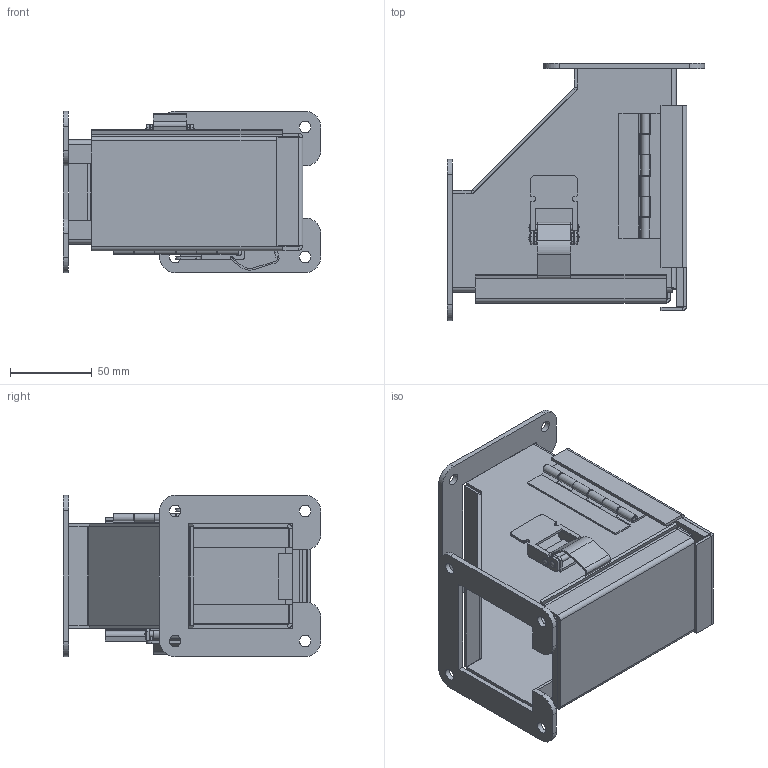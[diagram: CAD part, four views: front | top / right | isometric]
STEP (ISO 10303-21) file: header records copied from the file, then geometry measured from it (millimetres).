
FILE_DESCRIPTION(/* description */ ('LJWLC, TUB,CS, 2.5X2.5'),/* implementation_level */ '2;1');
FILE_NAME(/* name */ 'LJWL902C.stp',/* time_stamp */ '2017-03-08T11:11:59+06:00',/* author */ ('mgunasekar'),/* organization */ (''),/* preprocessor_version */ 'ST-DEVELOPER v16.1',/* originating_system */ 'Autodesk Inventor 2016',/* authorisation */ '');
FILE_SCHEMA (('AUTOMOTIVE_DESIGN { 1 0 10303 214 3 1 1 }'));
Length unit declared in the file: inch
Products named in the file (18): LJWL902CMAIN; PART1; PART2; PART3; PART4; PART5; 35011; LJWL902CGASKET; LJW2RINGP; LJW902CTAB; LJWL902CTOPLID; LJWL902CBACKLID; 328119LH; 328119P; 328119TH; 328119; LJWL902CBACKLIDGASKET; LJWL902C
Assembly tree (21 placements, depth 3):
  LJWL902C
    LJWL902CMAIN  x2
    35011  x2
      PART1
      PART2
      PART3
      PART4
      PART5
    LJWL902CGASKET
    LJW2RINGP  x2
    LJW902CTAB
    LJWL902CTOPLID
    LJWL902CBACKLID
    328119  x2
      328119LH
      328119P
      328119TH
    LJWL902CBACKLIDGASKET
Bounding box: 157.16 x 157.15 x 98.42 mm (x, y, z)
Volume: 210718.6 mm3; surface area: 215836.8 mm2
Topology: 25 solids, 25 shells, 518 faces, 1292 edges, 824 vertices
Faces by surface type: plane 350, cylinder 156, bspline 12
Full cylindrical faces by diameter (mm): 2.54 x2, 2.957 x12, 3.454 x4, 3.946 x12, 4.286 x8, 7.144 x8
Entity records: 10113 total; most frequent: CARTESIAN_POINT 1792, DIRECTION 1645, ORIENTED_EDGE 1522, EDGE_CURVE 761, LINE 579, VECTOR 579, AXIS2_PLACEMENT_3D 533, VERTEX_POINT 492
